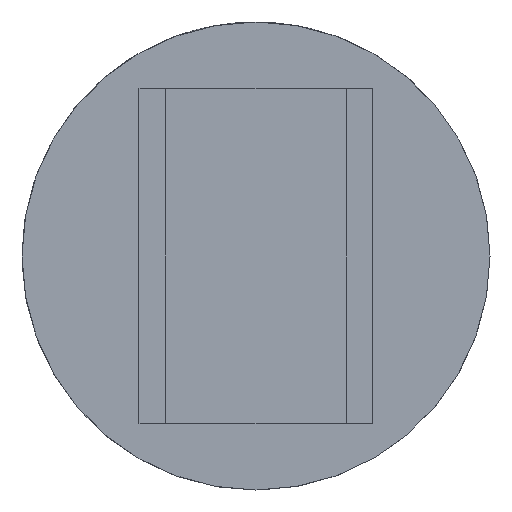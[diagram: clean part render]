
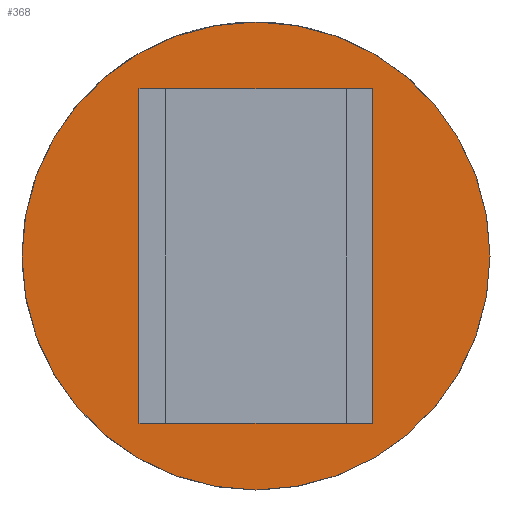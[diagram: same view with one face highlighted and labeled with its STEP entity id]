
A CAD part, left-side view. The second image highlights one B-rep face of the part: STEP entity #368.
In plain terms, the highlighted planar face has unit normal (-1, 0, 0).
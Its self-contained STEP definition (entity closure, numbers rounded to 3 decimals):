
#15=FACE_BOUND('',#70,.T.);
#30=PLANE('',#408);
#49=FACE_OUTER_BOUND('',#69,.T.);
#69=EDGE_LOOP('',(#331));
#70=EDGE_LOOP('',(#332,#333,#334,#335));
#79=CIRCLE('',#398,35.);
#100=LINE('',#566,#142);
#104=LINE('',#574,#146);
#121=LINE('',#608,#163);
#123=LINE('',#611,#165);
#142=VECTOR('',#462,10.);
#146=VECTOR('',#468,10.);
#163=VECTOR('',#497,10.);
#165=VECTOR('',#501,10.);
#182=VERTEX_POINT('',#560);
#183=VERTEX_POINT('',#564);
#184=VERTEX_POINT('',#565);
#187=VERTEX_POINT('',#573);
#198=VERTEX_POINT('',#607);
#222=EDGE_CURVE('',#182,#182,#79,.T.);
#223=EDGE_CURVE('',#183,#184,#100,.T.);
#227=EDGE_CURVE('',#187,#183,#104,.T.);
#244=EDGE_CURVE('',#198,#187,#121,.T.);
#246=EDGE_CURVE('',#184,#198,#123,.T.);
#331=ORIENTED_EDGE('',*,*,#222,.T.);
#332=ORIENTED_EDGE('',*,*,#227,.F.);
#333=ORIENTED_EDGE('',*,*,#244,.F.);
#334=ORIENTED_EDGE('',*,*,#246,.F.);
#335=ORIENTED_EDGE('',*,*,#223,.F.);
#368=ADVANCED_FACE('',(#49,#15),#30,.F.);
#398=AXIS2_PLACEMENT_3D('',#562,#458,#459);
#408=AXIS2_PLACEMENT_3D('',#612,#502,#503);
#458=DIRECTION('center_axis',(-1.,0.,0.));
#459=DIRECTION('ref_axis',(0.,1.,0.));
#462=DIRECTION('',(0.,0.,1.));
#468=DIRECTION('',(0.,-1.,0.));
#497=DIRECTION('',(0.,0.,-1.));
#501=DIRECTION('',(0.,1.,0.));
#502=DIRECTION('center_axis',(1.,0.,0.));
#503=DIRECTION('ref_axis',(0.,1.,0.));
#560=CARTESIAN_POINT('',(-2.,-35.,0.));
#562=CARTESIAN_POINT('Origin',(-2.,0.,0.));
#564=CARTESIAN_POINT('',(-2.,-17.5,-25.));
#565=CARTESIAN_POINT('',(-2.,-17.5,25.));
#566=CARTESIAN_POINT('',(-2.,-17.5,-12.5));
#573=CARTESIAN_POINT('',(-2.,17.5,-25.));
#574=CARTESIAN_POINT('',(-2.,8.75,-25.));
#607=CARTESIAN_POINT('',(-2.,17.5,25.));
#608=CARTESIAN_POINT('',(-2.,17.5,12.5));
#611=CARTESIAN_POINT('',(-2.,-8.75,25.));
#612=CARTESIAN_POINT('Origin',(-2.,0.,0.));
